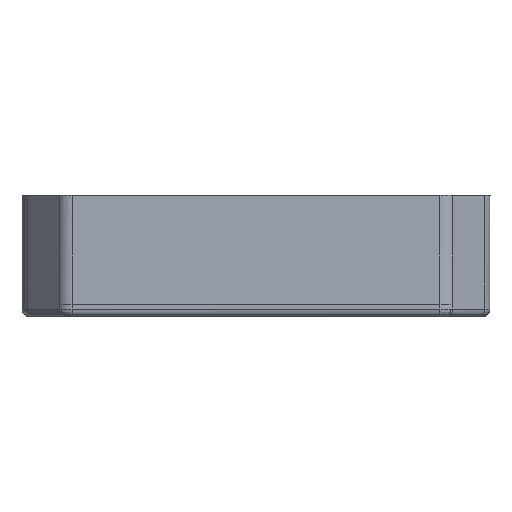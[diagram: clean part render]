
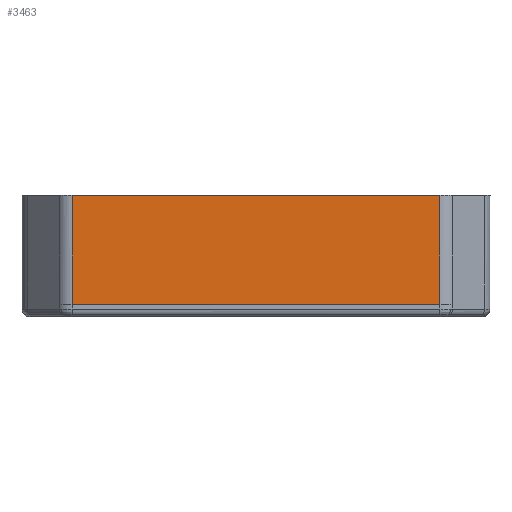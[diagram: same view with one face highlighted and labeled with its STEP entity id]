
A CAD part, left-side view. The second image highlights one B-rep face of the part: STEP entity #3463.
In plain terms, the highlighted planar face has unit normal (-1, 0, 0).
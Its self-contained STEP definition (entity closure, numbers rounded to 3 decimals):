
#72 = PLANE('',#73);
#73 = AXIS2_PLACEMENT_3D('',#74,#75,#76);
#74 = CARTESIAN_POINT('',(46.,10.5,27.));
#75 = DIRECTION('',(0.,0.,1.));
#76 = DIRECTION('',(1.,0.,0.));
#1084 = VERTEX_POINT('',#1085);
#1085 = CARTESIAN_POINT('',(-14.,56.102,27.));
#1104 = CYLINDRICAL_SURFACE('',#1105,4.);
#1105 = AXIS2_PLACEMENT_3D('',#1106,#1107,#1108);
#1106 = CARTESIAN_POINT('',(-10.,56.102,0.));
#1107 = DIRECTION('',(0.,0.,1.));
#1108 = DIRECTION('',(-1.,0.,0.));
#1116 = EDGE_CURVE('',#1084,#1117,#1119,.T.);
#1117 = VERTEX_POINT('',#1118);
#1118 = CARTESIAN_POINT('',(-14.,-35.102,27.));
#1119 = SURFACE_CURVE('',#1120,(#1124,#1131),.PCURVE_S1.);
#1120 = LINE('',#1121,#1122);
#1121 = CARTESIAN_POINT('',(-14.,58.,27.));
#1122 = VECTOR('',#1123,1.);
#1123 = DIRECTION('',(0.,-1.,0.));
#1124 = PCURVE('',#72,#1125);
#1125 = DEFINITIONAL_REPRESENTATION('',(#1126),#1130);
#1126 = LINE('',#1127,#1128);
#1127 = CARTESIAN_POINT('',(-60.,47.5));
#1128 = VECTOR('',#1129,1.);
#1129 = DIRECTION('',(0.,-1.));
#1130 = ( GEOMETRIC_REPRESENTATION_CONTEXT(2) 
PARAMETRIC_REPRESENTATION_CONTEXT() REPRESENTATION_CONTEXT('2D SPACE',''
  ) );
#1131 = PCURVE('',#1132,#1137);
#1132 = PLANE('',#1133);
#1133 = AXIS2_PLACEMENT_3D('',#1134,#1135,#1136);
#1134 = CARTESIAN_POINT('',(-14.,58.,0.));
#1135 = DIRECTION('',(1.,0.,0.));
#1136 = DIRECTION('',(0.,-1.,0.));
#1137 = DEFINITIONAL_REPRESENTATION('',(#1138),#1142);
#1138 = LINE('',#1139,#1140);
#1139 = CARTESIAN_POINT('',(0.,-27.));
#1140 = VECTOR('',#1141,1.);
#1141 = DIRECTION('',(1.,0.));
#1142 = ( GEOMETRIC_REPRESENTATION_CONTEXT(2) 
PARAMETRIC_REPRESENTATION_CONTEXT() REPRESENTATION_CONTEXT('2D SPACE',''
  ) );
#1161 = CYLINDRICAL_SURFACE('',#1162,4.);
#1162 = AXIS2_PLACEMENT_3D('',#1163,#1164,#1165);
#1163 = CARTESIAN_POINT('',(-10.,-35.102,0.));
#1164 = DIRECTION('',(0.,0.,1.));
#1165 = DIRECTION('',(-1.,0.,0.));
#3392 = EDGE_CURVE('',#3393,#1084,#3395,.T.);
#3393 = VERTEX_POINT('',#3394);
#3394 = CARTESIAN_POINT('',(-14.,56.102,0.));
#3395 = SURFACE_CURVE('',#3396,(#3400,#3407),.PCURVE_S1.);
#3396 = LINE('',#3397,#3398);
#3397 = CARTESIAN_POINT('',(-14.,56.102,0.));
#3398 = VECTOR('',#3399,1.);
#3399 = DIRECTION('',(0.,0.,1.));
#3400 = PCURVE('',#1104,#3401);
#3401 = DEFINITIONAL_REPRESENTATION('',(#3402),#3406);
#3402 = LINE('',#3403,#3404);
#3403 = CARTESIAN_POINT('',(-0.,0.));
#3404 = VECTOR('',#3405,1.);
#3405 = DIRECTION('',(-0.,1.));
#3406 = ( GEOMETRIC_REPRESENTATION_CONTEXT(2) 
PARAMETRIC_REPRESENTATION_CONTEXT() REPRESENTATION_CONTEXT('2D SPACE',''
  ) );
#3407 = PCURVE('',#1132,#3408);
#3408 = DEFINITIONAL_REPRESENTATION('',(#3409),#3413);
#3409 = LINE('',#3410,#3411);
#3410 = CARTESIAN_POINT('',(1.898,0.));
#3411 = VECTOR('',#3412,1.);
#3412 = DIRECTION('',(0.,-1.));
#3413 = ( GEOMETRIC_REPRESENTATION_CONTEXT(2) 
PARAMETRIC_REPRESENTATION_CONTEXT() REPRESENTATION_CONTEXT('2D SPACE',''
  ) );
#3463 = ADVANCED_FACE('',(#3464),#1132,.F.);
#3464 = FACE_BOUND('',#3465,.F.);
#3465 = EDGE_LOOP('',(#3466,#3467,#3490,#3516));
#3466 = ORIENTED_EDGE('',*,*,#1116,.T.);
#3467 = ORIENTED_EDGE('',*,*,#3468,.F.);
#3468 = EDGE_CURVE('',#3469,#1117,#3471,.T.);
#3469 = VERTEX_POINT('',#3470);
#3470 = CARTESIAN_POINT('',(-14.,-35.102,0.));
#3471 = SURFACE_CURVE('',#3472,(#3476,#3483),.PCURVE_S1.);
#3472 = LINE('',#3473,#3474);
#3473 = CARTESIAN_POINT('',(-14.,-35.102,0.));
#3474 = VECTOR('',#3475,1.);
#3475 = DIRECTION('',(0.,0.,1.));
#3476 = PCURVE('',#1132,#3477);
#3477 = DEFINITIONAL_REPRESENTATION('',(#3478),#3482);
#3478 = LINE('',#3479,#3480);
#3479 = CARTESIAN_POINT('',(93.102,-0.));
#3480 = VECTOR('',#3481,1.);
#3481 = DIRECTION('',(0.,-1.));
#3482 = ( GEOMETRIC_REPRESENTATION_CONTEXT(2) 
PARAMETRIC_REPRESENTATION_CONTEXT() REPRESENTATION_CONTEXT('2D SPACE',''
  ) );
#3483 = PCURVE('',#1161,#3484);
#3484 = DEFINITIONAL_REPRESENTATION('',(#3485),#3489);
#3485 = LINE('',#3486,#3487);
#3486 = CARTESIAN_POINT('',(0.,0.));
#3487 = VECTOR('',#3488,1.);
#3488 = DIRECTION('',(0.,1.));
#3489 = ( GEOMETRIC_REPRESENTATION_CONTEXT(2) 
PARAMETRIC_REPRESENTATION_CONTEXT() REPRESENTATION_CONTEXT('2D SPACE',''
  ) );
#3490 = ORIENTED_EDGE('',*,*,#3491,.F.);
#3491 = EDGE_CURVE('',#3393,#3469,#3492,.T.);
#3492 = SURFACE_CURVE('',#3493,(#3497,#3504),.PCURVE_S1.);
#3493 = LINE('',#3494,#3495);
#3494 = CARTESIAN_POINT('',(-14.,58.,0.));
#3495 = VECTOR('',#3496,1.);
#3496 = DIRECTION('',(0.,-1.,0.));
#3497 = PCURVE('',#1132,#3498);
#3498 = DEFINITIONAL_REPRESENTATION('',(#3499),#3503);
#3499 = LINE('',#3500,#3501);
#3500 = CARTESIAN_POINT('',(0.,0.));
#3501 = VECTOR('',#3502,1.);
#3502 = DIRECTION('',(1.,0.));
#3503 = ( GEOMETRIC_REPRESENTATION_CONTEXT(2) 
PARAMETRIC_REPRESENTATION_CONTEXT() REPRESENTATION_CONTEXT('2D SPACE',''
  ) );
#3504 = PCURVE('',#3505,#3510);
#3505 = PLANE('',#3506);
#3506 = AXIS2_PLACEMENT_3D('',#3507,#3508,#3509);
#3507 = CARTESIAN_POINT('',(-14.,-37.,0.));
#3508 = DIRECTION('',(1.,0.,0.));
#3509 = DIRECTION('',(0.,1.,0.));
#3510 = DEFINITIONAL_REPRESENTATION('',(#3511),#3515);
#3511 = LINE('',#3512,#3513);
#3512 = CARTESIAN_POINT('',(95.,0.));
#3513 = VECTOR('',#3514,1.);
#3514 = DIRECTION('',(-1.,0.));
#3515 = ( GEOMETRIC_REPRESENTATION_CONTEXT(2) 
PARAMETRIC_REPRESENTATION_CONTEXT() REPRESENTATION_CONTEXT('2D SPACE',''
  ) );
#3516 = ORIENTED_EDGE('',*,*,#3392,.T.);
